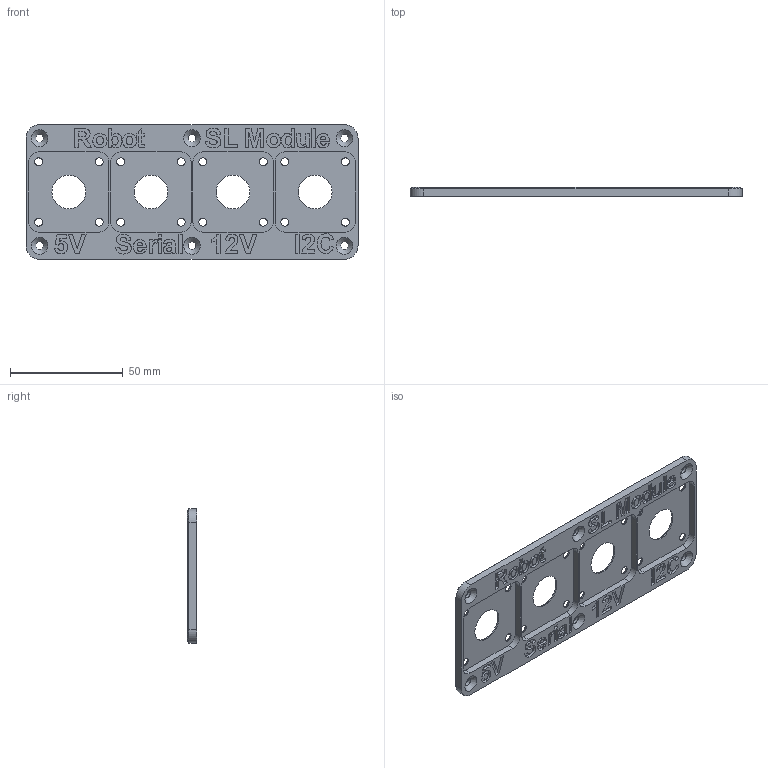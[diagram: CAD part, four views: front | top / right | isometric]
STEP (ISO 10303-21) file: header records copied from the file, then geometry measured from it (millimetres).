
FILE_DESCRIPTION(/* description */ (''),/* implementation_level */ '2;1');
FILE_NAME(/* name */ 'BottomPanel.step',/* time_stamp */ '2020-12-28T21:26:57+01:00',/* author */ (''),/* organization */ (''),/* preprocessor_version */ 'ST-DEVELOPER v18.1',/* originating_system */ 'Autodesk Translation Framework v9.7.1.1290',/* authorisation */ '');
FILE_SCHEMA (('AUTOMOTIVE_DESIGN { 1 0 10303 214 3 1 1 }'));
Length unit declared in the file: millimetre
Products named in the file (2): PanelMountedWaterproof; Bottom 4 Connector Panel
Assembly tree (1 placements, depth 2):
  PanelMountedWaterproof
    Bottom 4 Connector Panel
Bounding box: 147.2 x 4 x 59.6 mm (x, y, z)
Volume: 17784.6 mm3; surface area: 20320.3 mm2
Topology: 1 solids, 1 shells, 597 faces, 1626 edges, 1072 vertices
Faces by surface type: bspline 311, plane 204, cylinder 46, cone 36
Full cylindrical faces by diameter (mm): 3.5 x22, 15 x4
Entity records: 21791 total; most frequent: CARTESIAN_POINT 8585, ORIENTED_EDGE 3252, DIRECTION 1714, EDGE_CURVE 1626, VERTEX_POINT 1072, LINE 872, VECTOR 872, EDGE_LOOP 690
